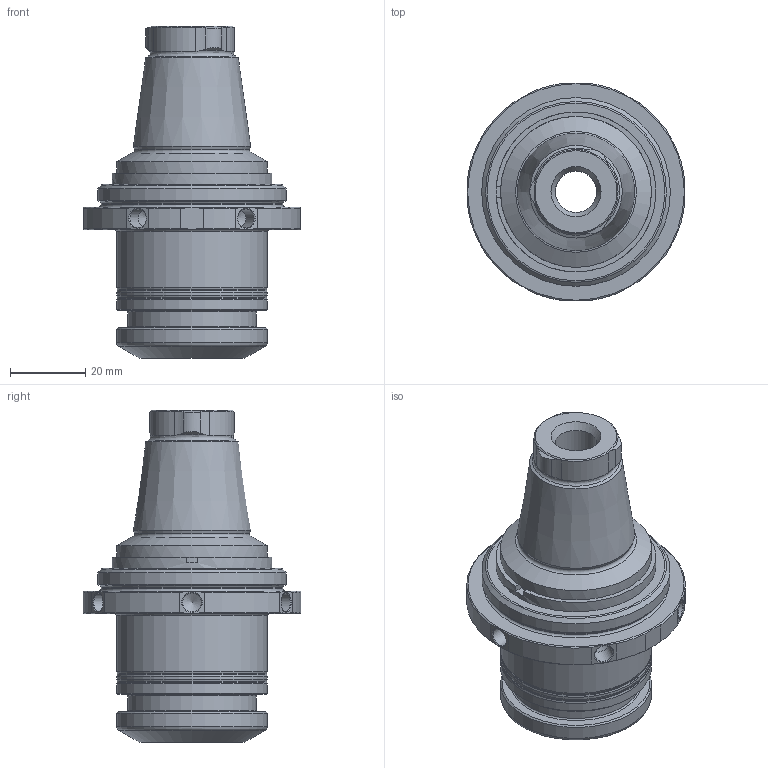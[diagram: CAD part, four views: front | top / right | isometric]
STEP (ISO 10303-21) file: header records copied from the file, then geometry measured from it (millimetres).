
FILE_DESCRIPTION(/* description */ (''),/* implementation_level */ '2;1');
FILE_NAME(/* name */ '804032250.stp',/* time_stamp */ '2022-01-10T15:15:01',/* author */ ('LRA'),/* organization */ ('REGO-FIX'),/* preprocessor_version */ ' Unknown',/* originating_system */ 'SIEMENS PLM Software Solid Edge ST10',/* authorization */ 'Unknown');
FILE_SCHEMA (('AUTOMOTIVE_DESIGN { 1 0 10303 214 2 1 1}'));
Length unit declared in the file: millimetre
Products named in the file (1): 0023172
Bounding box: 57.6 x 57.7 x 88 mm (x, y, z)
Volume: 70472.7 mm3; surface area: 20329 mm2
Topology: 1 solids, 1 shells, 112 faces, 278 edges, 175 vertices
Faces by surface type: cylinder 40, cone 35, plane 25, torus 12
Full cylindrical faces by diameter (mm): 5 x6, 11 x1, 24.895 x1, 25 x1, 34 x1, 40 x5, 42.4 x1, 48.1 x1, 50 x1
Entity records: 2876 total; most frequent: CARTESIAN_POINT 589, DIRECTION 482, ORIENTED_EDGE 380, AXIS2_PLACEMENT_3D 218, EDGE_CURVE 190, FACE_BOUND 185, EDGE_LOOP 179, VERTEX_POINT 151
